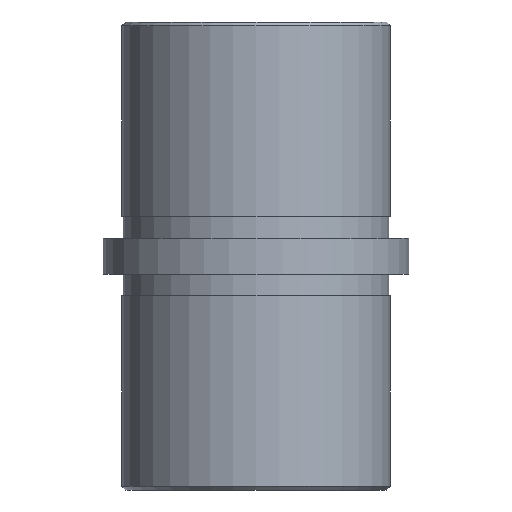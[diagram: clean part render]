
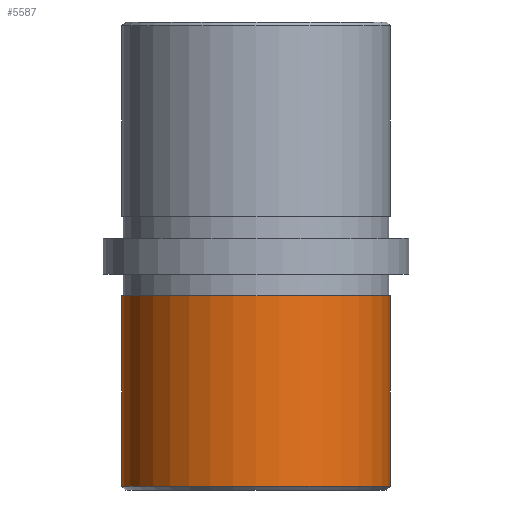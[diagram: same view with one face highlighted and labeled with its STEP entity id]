
A CAD part, front view. The second image highlights one B-rep face of the part: STEP entity #5587.
In plain terms, the highlighted cylindrical face has radius 18.65 mm (diameter 37.3 mm), a partial arc.
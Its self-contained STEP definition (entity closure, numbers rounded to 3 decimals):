
#234 = DIRECTION ( 'NONE',  ( 0., 0., 1. ) ) ;
#438 = VECTOR ( 'NONE', #8339, 1000. ) ;
#1756 = CARTESIAN_POINT ( 'NONE',  ( 18.65, 0., -5.5 ) ) ;
#2111 = CARTESIAN_POINT ( 'NONE',  ( 0., 0., -5.5 ) ) ;
#3177 = CARTESIAN_POINT ( 'NONE',  ( 18.65, 0., -32. ) ) ;
#3545 = CYLINDRICAL_SURFACE ( 'NONE', #15562, 18.65 ) ;
#4386 = VECTOR ( 'NONE', #11836, 1000. ) ;
#4630 = CIRCLE ( 'NONE', #17129, 18.65 ) ;
#5092 = DIRECTION ( 'NONE',  ( 0., 0., 1. ) ) ;
#5266 = EDGE_LOOP ( 'NONE', ( #7010, #5375, #10723, #19449 ) ) ;
#5375 = ORIENTED_EDGE ( 'NONE', *, *, #21126, .T. ) ;
#5587 = ADVANCED_FACE ( 'NONE', ( #17069 ), #3545, .T. ) ;
#6990 = DIRECTION ( 'NONE',  ( -1., 0., 0. ) ) ;
#7010 = ORIENTED_EDGE ( 'NONE', *, *, #8708, .T. ) ;
#7067 = DIRECTION ( 'NONE',  ( 0., 0., 1. ) ) ;
#7241 = EDGE_CURVE ( 'NONE', #10119, #13775, #16078, .T. ) ;
#7514 = LINE ( 'NONE', #10185, #438 ) ;
#8339 = DIRECTION ( 'NONE',  ( 0., 0., 1. ) ) ;
#8708 = EDGE_CURVE ( 'NONE', #10119, #16806, #16299, .T. ) ;
#8935 = EDGE_CURVE ( 'NONE', #13775, #17073, #4630, .T. ) ;
#10119 = VERTEX_POINT ( 'NONE', #11919 ) ;
#10185 = CARTESIAN_POINT ( 'NONE',  ( 18.65, 0., -32.5 ) ) ;
#10331 = DIRECTION ( 'NONE',  ( 1., 0., 0. ) ) ;
#10723 = ORIENTED_EDGE ( 'NONE', *, *, #8935, .F. ) ;
#11836 = DIRECTION ( 'NONE',  ( 0., 0., 1. ) ) ;
#11919 = CARTESIAN_POINT ( 'NONE',  ( -18.65, 0., -32. ) ) ;
#13699 = AXIS2_PLACEMENT_3D ( 'NONE', #15269, #5092, #15841 ) ;
#13775 = VERTEX_POINT ( 'NONE', #14274 ) ;
#14274 = CARTESIAN_POINT ( 'NONE',  ( -18.65, 0., -5.5 ) ) ;
#14996 = CARTESIAN_POINT ( 'NONE',  ( -18.65, 0., -32.5 ) ) ;
#15269 = CARTESIAN_POINT ( 'NONE',  ( 0., 0., -32. ) ) ;
#15562 = AXIS2_PLACEMENT_3D ( 'NONE', #18876, #234, #6990 ) ;
#15841 = DIRECTION ( 'NONE',  ( -1., 0., 0. ) ) ;
#16078 = LINE ( 'NONE', #14996, #4386 ) ;
#16299 = CIRCLE ( 'NONE', #13699, 18.65 ) ;
#16806 = VERTEX_POINT ( 'NONE', #3177 ) ;
#17069 = FACE_OUTER_BOUND ( 'NONE', #5266, .T. ) ;
#17073 = VERTEX_POINT ( 'NONE', #1756 ) ;
#17129 = AXIS2_PLACEMENT_3D ( 'NONE', #2111, #7067, #10331 ) ;
#18876 = CARTESIAN_POINT ( 'NONE',  ( 0., 0., -32.5 ) ) ;
#19449 = ORIENTED_EDGE ( 'NONE', *, *, #7241, .F. ) ;
#21126 = EDGE_CURVE ( 'NONE', #16806, #17073, #7514, .T. ) ;
